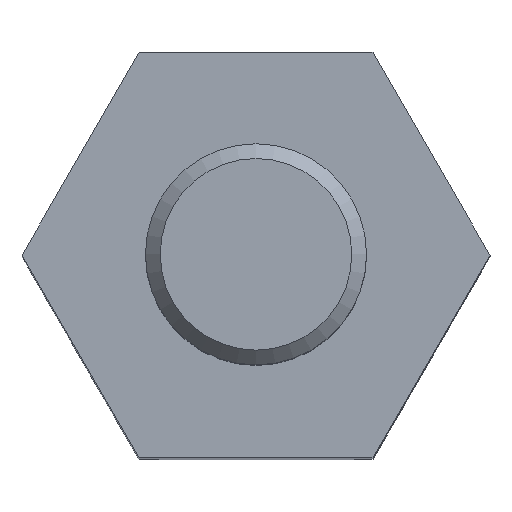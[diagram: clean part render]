
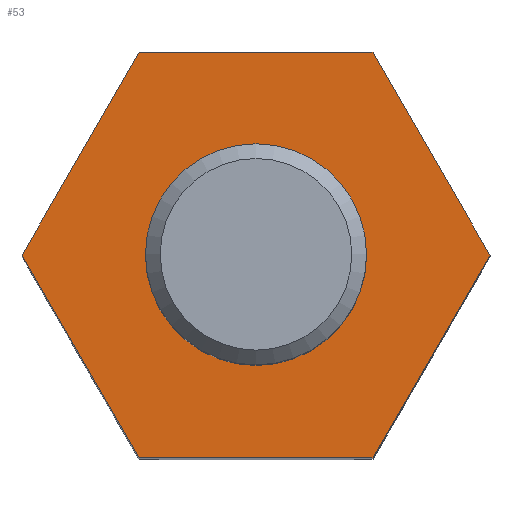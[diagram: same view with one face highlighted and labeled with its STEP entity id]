
A CAD part, top view. The second image highlights one B-rep face of the part: STEP entity #53.
In plain terms, the highlighted planar face has unit normal (0, 0, 1).
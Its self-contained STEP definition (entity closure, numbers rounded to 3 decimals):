
#53 = ADVANCED_FACE( '', ( #122, #123 ), #124, .T. );
#122 = FACE_BOUND( '', #216, .T. );
#123 = FACE_OUTER_BOUND( '', #217, .T. );
#124 = PLANE( '', #218 );
#216 = EDGE_LOOP( '', ( #314 ) );
#217 = EDGE_LOOP( '', ( #315, #316, #317, #318, #319, #320 ) );
#218 = AXIS2_PLACEMENT_3D( '', #321, #322, #323 );
#314 = ORIENTED_EDGE( '', *, *, #491, .T. );
#315 = ORIENTED_EDGE( '', *, *, #492, .T. );
#316 = ORIENTED_EDGE( '', *, *, #493, .T. );
#317 = ORIENTED_EDGE( '', *, *, #494, .T. );
#318 = ORIENTED_EDGE( '', *, *, #495, .T. );
#319 = ORIENTED_EDGE( '', *, *, #496, .T. );
#320 = ORIENTED_EDGE( '', *, *, #483, .T. );
#321 = CARTESIAN_POINT( '', ( 0., 0., 14. ) );
#322 = DIRECTION( '', ( 0., 0., 1. ) );
#323 = DIRECTION( '', ( 1., 0., 0. ) );
#483 = EDGE_CURVE( '', #553, #551, #554, .T. );
#491 = EDGE_CURVE( '', #566, #566, #567, .F. );
#492 = EDGE_CURVE( '', #551, #568, #569, .T. );
#493 = EDGE_CURVE( '', #568, #570, #571, .T. );
#494 = EDGE_CURVE( '', #570, #572, #573, .T. );
#495 = EDGE_CURVE( '', #572, #574, #575, .T. );
#496 = EDGE_CURVE( '', #574, #553, #576, .T. );
#551 = VERTEX_POINT( '', #653 );
#553 = VERTEX_POINT( '', #656 );
#554 = LINE( '', #657, #658 );
#566 = VERTEX_POINT( '', #690 );
#567 = CIRCLE( '', #691, 1.267 );
#568 = VERTEX_POINT( '', #692 );
#569 = LINE( '', #693, #694 );
#570 = VERTEX_POINT( '', #695 );
#571 = LINE( '', #696, #697 );
#572 = VERTEX_POINT( '', #698 );
#573 = LINE( '', #699, #700 );
#574 = VERTEX_POINT( '', #701 );
#575 = LINE( '', #702, #703 );
#576 = LINE( '', #704, #705 );
#653 = CARTESIAN_POINT( '', ( 1.588, 2.75, 14. ) );
#656 = CARTESIAN_POINT( '', ( 3.175, 0., 14. ) );
#657 = CARTESIAN_POINT( '', ( 3.175, 0., 14. ) );
#658 = VECTOR( '', #826, 1000. );
#690 = CARTESIAN_POINT( '', ( 1.267, 0., 14. ) );
#691 = AXIS2_PLACEMENT_3D( '', #831, #832, #833 );
#692 = CARTESIAN_POINT( '', ( -1.588, 2.75, 14. ) );
#693 = CARTESIAN_POINT( '', ( 1.588, 2.75, 14. ) );
#694 = VECTOR( '', #834, 1000. );
#695 = CARTESIAN_POINT( '', ( -3.175, 0., 14. ) );
#696 = CARTESIAN_POINT( '', ( -1.588, 2.75, 14. ) );
#697 = VECTOR( '', #835, 1000. );
#698 = CARTESIAN_POINT( '', ( -1.588, -2.75, 14. ) );
#699 = CARTESIAN_POINT( '', ( -3.175, 0., 14. ) );
#700 = VECTOR( '', #836, 1000. );
#701 = CARTESIAN_POINT( '', ( 1.588, -2.75, 14. ) );
#702 = CARTESIAN_POINT( '', ( -1.588, -2.75, 14. ) );
#703 = VECTOR( '', #837, 1000. );
#704 = CARTESIAN_POINT( '', ( 1.588, -2.75, 14. ) );
#705 = VECTOR( '', #838, 1000. );
#826 = DIRECTION( '', ( -0.5, 0.866, 0. ) );
#831 = CARTESIAN_POINT( '', ( 0., 0., 14. ) );
#832 = DIRECTION( '', ( 0., 0., 1. ) );
#833 = DIRECTION( '', ( 1., 0., 0. ) );
#834 = DIRECTION( '', ( -1., 0., 0. ) );
#835 = DIRECTION( '', ( -0.5, -0.866, 0. ) );
#836 = DIRECTION( '', ( 0.5, -0.866, 0. ) );
#837 = DIRECTION( '', ( 1., 0., 0. ) );
#838 = DIRECTION( '', ( 0.5, 0.866, 0. ) );
